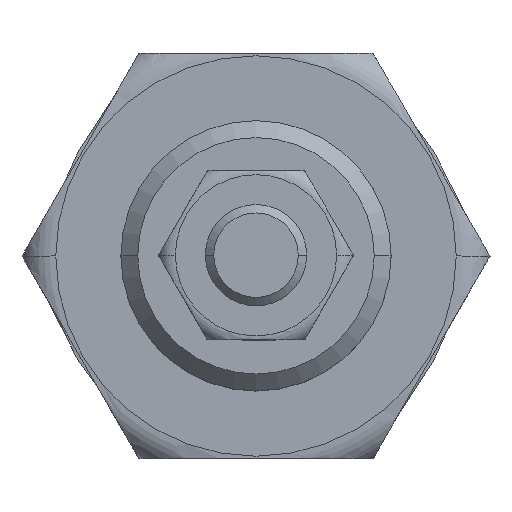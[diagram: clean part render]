
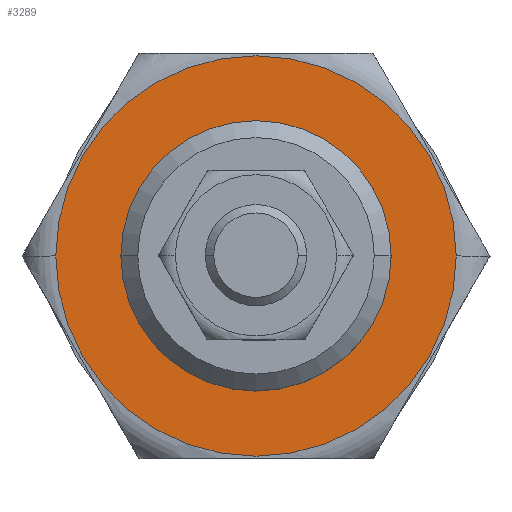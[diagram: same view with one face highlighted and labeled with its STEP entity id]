
A CAD part, top view. The second image highlights one B-rep face of the part: STEP entity #3289.
In plain terms, the highlighted planar face has unit normal (0, 0, 1).
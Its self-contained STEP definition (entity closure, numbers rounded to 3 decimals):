
#379 = CARTESIAN_POINT ( 'NONE',  ( 8., 0., 4. ) ) ;
#401 = DIRECTION ( 'NONE',  ( 1., 0., 0. ) ) ;
#405 = CIRCLE ( 'NONE', #1382, 8. ) ;
#421 = CARTESIAN_POINT ( 'NONE',  ( 0., 0., 4. ) ) ;
#742 = CARTESIAN_POINT ( 'NONE',  ( -11.856, 0., 4. ) ) ;
#819 = FACE_BOUND ( 'NONE', #2872, .T. ) ;
#923 = DIRECTION ( 'NONE',  ( 0., 0., 1. ) ) ;
#971 = ORIENTED_EDGE ( 'NONE', *, *, #3113, .T. ) ;
#1082 = CIRCLE ( 'NONE', #1158, 8. ) ;
#1129 = DIRECTION ( 'NONE',  ( 1., 0., 0. ) ) ;
#1144 = CARTESIAN_POINT ( 'NONE',  ( 0., 0., 4. ) ) ;
#1158 = AXIS2_PLACEMENT_3D ( 'NONE', #1199, #1902, #4084 ) ;
#1199 = CARTESIAN_POINT ( 'NONE',  ( 0., 0., 4. ) ) ;
#1382 = AXIS2_PLACEMENT_3D ( 'NONE', #3737, #2878, #1129 ) ;
#1402 = CARTESIAN_POINT ( 'NONE',  ( 11.856, 0., 4. ) ) ;
#1420 = EDGE_CURVE ( 'NONE', #2741, #3937, #405, .T. ) ;
#1585 = DIRECTION ( 'NONE',  ( 1., 0., 0. ) ) ;
#1644 = ORIENTED_EDGE ( 'NONE', *, *, #1420, .F. ) ;
#1688 = AXIS2_PLACEMENT_3D ( 'NONE', #2840, #3444, #2775 ) ;
#1689 = CIRCLE ( 'NONE', #1913, 11.856 ) ;
#1765 = EDGE_CURVE ( 'NONE', #2842, #2757, #1689, .T. ) ;
#1883 = FACE_OUTER_BOUND ( 'NONE', #2587, .T. ) ;
#1902 = DIRECTION ( 'NONE',  ( 0., 0., 1. ) ) ;
#1913 = AXIS2_PLACEMENT_3D ( 'NONE', #421, #923, #1585 ) ;
#2033 = EDGE_CURVE ( 'NONE', #3937, #2741, #1082, .T. ) ;
#2167 = DIRECTION ( 'NONE',  ( 0., 0., 1. ) ) ;
#2587 = EDGE_LOOP ( 'NONE', ( #971, #3181 ) ) ;
#2741 = VERTEX_POINT ( 'NONE', #379 ) ;
#2757 = VERTEX_POINT ( 'NONE', #1402 ) ;
#2775 = DIRECTION ( 'NONE',  ( 1., 0., 0. ) ) ;
#2788 = CARTESIAN_POINT ( 'NONE',  ( -8., 0., 4. ) ) ;
#2840 = CARTESIAN_POINT ( 'NONE',  ( 13.856, 0., 4. ) ) ;
#2842 = VERTEX_POINT ( 'NONE', #742 ) ;
#2872 = EDGE_LOOP ( 'NONE', ( #1644, #3033 ) ) ;
#2878 = DIRECTION ( 'NONE',  ( 0., 0., 1. ) ) ;
#3033 = ORIENTED_EDGE ( 'NONE', *, *, #2033, .F. ) ;
#3113 = EDGE_CURVE ( 'NONE', #2757, #2842, #3877, .T. ) ;
#3139 = AXIS2_PLACEMENT_3D ( 'NONE', #1144, #2167, #401 ) ;
#3181 = ORIENTED_EDGE ( 'NONE', *, *, #1765, .T. ) ;
#3289 = ADVANCED_FACE ( 'NONE', ( #1883, #819 ), #3900, .T. ) ;
#3444 = DIRECTION ( 'NONE',  ( 0., 0., 1. ) ) ;
#3737 = CARTESIAN_POINT ( 'NONE',  ( 0., 0., 4. ) ) ;
#3877 = CIRCLE ( 'NONE', #3139, 11.856 ) ;
#3900 = PLANE ( 'NONE',  #1688 ) ;
#3937 = VERTEX_POINT ( 'NONE', #2788 ) ;
#4084 = DIRECTION ( 'NONE',  ( 1., 0., 0. ) ) ;
